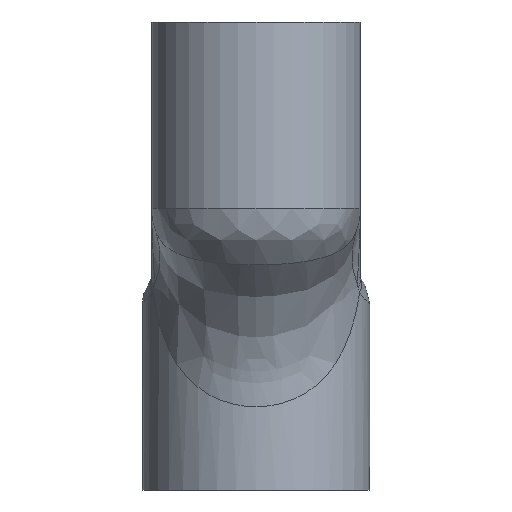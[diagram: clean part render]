
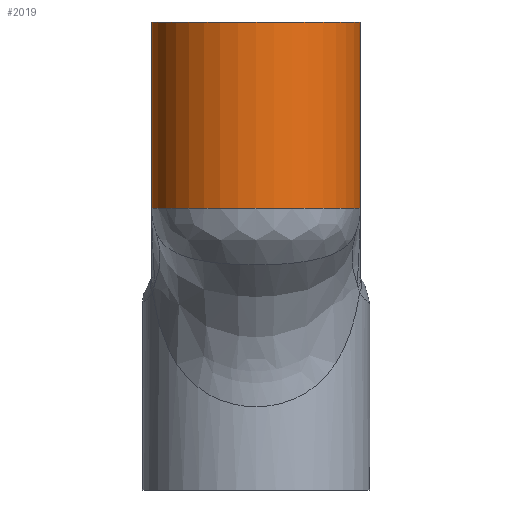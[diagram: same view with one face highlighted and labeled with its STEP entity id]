
A CAD part, left-side view. The second image highlights one B-rep face of the part: STEP entity #2019.
In plain terms, the highlighted cylindrical face has radius 12.2 mm (diameter 24.4 mm), a partial arc.
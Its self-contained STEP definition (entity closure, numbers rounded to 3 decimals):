
#126=CYLINDRICAL_SURFACE('',#2135,12.2);
#148=CIRCLE('',#2093,12.2);
#166=CIRCLE('',#2115,12.2);
#347=FACE_OUTER_BOUND('',#468,.T.);
#468=EDGE_LOOP('',(#1858,#1859,#1860,#1861));
#611=LINE('',#4180,#768);
#620=LINE('',#4586,#777);
#768=VECTOR('',#2416,10.);
#777=VECTOR('',#2443,10.);
#929=VERTEX_POINT('',#3647);
#930=VERTEX_POINT('',#3649);
#950=VERTEX_POINT('',#4178);
#967=VERTEX_POINT('',#4585);
#1192=EDGE_CURVE('',#929,#930,#148,.T.);
#1220=EDGE_CURVE('',#950,#929,#611,.T.);
#1249=EDGE_CURVE('',#967,#930,#620,.T.);
#1257=EDGE_CURVE('',#967,#950,#166,.T.);
#1858=ORIENTED_EDGE('',*,*,#1257,.F.);
#1859=ORIENTED_EDGE('',*,*,#1249,.T.);
#1860=ORIENTED_EDGE('',*,*,#1192,.F.);
#1861=ORIENTED_EDGE('',*,*,#1220,.F.);
#2019=ADVANCED_FACE('',(#347),#126,.T.);
#2093=AXIS2_PLACEMENT_3D('',#3650,#2391,#2392);
#2115=AXIS2_PLACEMENT_3D('',#4670,#2455,#2456);
#2135=AXIS2_PLACEMENT_3D('',#4709,#2497,#2498);
#2391=DIRECTION('center_axis',(0.,0.,1.));
#2392=DIRECTION('ref_axis',(1.,0.,0.));
#2416=DIRECTION('',(0.,0.,1.));
#2443=DIRECTION('',(0.,0.,1.));
#2455=DIRECTION('center_axis',(0.,0.,-1.));
#2456=DIRECTION('ref_axis',(-1.,0.,0.));
#2497=DIRECTION('center_axis',(0.,0.,1.));
#2498=DIRECTION('ref_axis',(-1.,0.,0.));
#3647=CARTESIAN_POINT('',(-13.5,12.2,29.8));
#3649=CARTESIAN_POINT('',(-13.5,-12.2,29.8));
#3650=CARTESIAN_POINT('Origin',(-13.5,0.,29.8));
#4178=CARTESIAN_POINT('',(-13.5,12.2,8.));
#4180=CARTESIAN_POINT('',(-13.5,12.2,0.));
#4585=CARTESIAN_POINT('',(-13.5,-12.2,8.));
#4586=CARTESIAN_POINT('',(-13.5,-12.2,0.));
#4670=CARTESIAN_POINT('Origin',(-13.5,0.,8.));
#4709=CARTESIAN_POINT('Origin',(-13.5,0.,0.));
